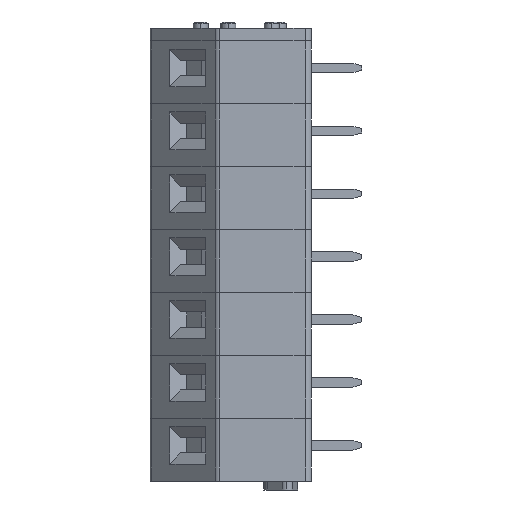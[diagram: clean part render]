
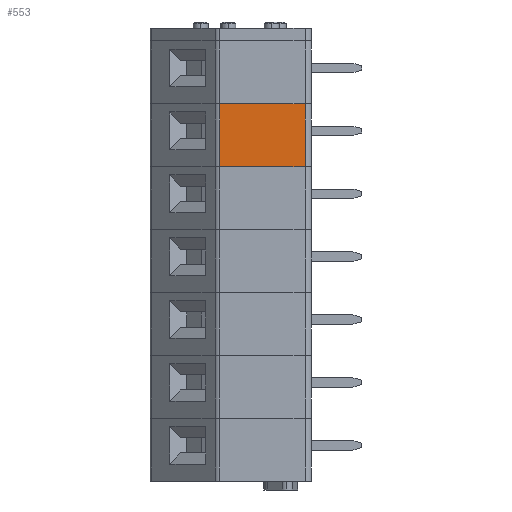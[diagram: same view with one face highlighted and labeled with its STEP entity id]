
A CAD part, left-side view. The second image highlights one B-rep face of the part: STEP entity #553.
In plain terms, the highlighted planar face has unit normal (-1, 0, 0).
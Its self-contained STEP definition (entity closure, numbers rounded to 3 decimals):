
#553 = ADVANCED_FACE ( 'NONE', ( #12849 ), #34547, .T. ) ;
#1019 = CARTESIAN_POINT ( 'NONE',  ( 0., 0.5, -5. ) ) ;
#1693 = ORIENTED_EDGE ( 'NONE', *, *, #37537, .F. ) ;
#2362 = ORIENTED_EDGE ( 'NONE', *, *, #38001, .T. ) ;
#4095 = CARTESIAN_POINT ( 'NONE',  ( 0., 0.5, -5. ) ) ;
#4678 = CARTESIAN_POINT ( 'NONE',  ( 0., 7.293, -5. ) ) ;
#4899 = CARTESIAN_POINT ( 'NONE',  ( 0., 7.293, 0. ) ) ;
#5701 = ORIENTED_EDGE ( 'NONE', *, *, #18559, .T. ) ;
#6053 = EDGE_LOOP ( 'NONE', ( #5701, #2362, #1693, #31208 ) ) ;
#8932 = VECTOR ( 'NONE', #20502, 1000. ) ;
#10975 = VECTOR ( 'NONE', #22703, 1000. ) ;
#12450 = DIRECTION ( 'NONE',  ( -1., 0., 0. ) ) ;
#12849 = FACE_OUTER_BOUND ( 'NONE', #6053, .T. ) ;
#12879 = VECTOR ( 'NONE', #36242, 1000. ) ;
#13258 = CARTESIAN_POINT ( 'NONE',  ( 0., 7.293, -5. ) ) ;
#16979 = VERTEX_POINT ( 'NONE', #1019 ) ;
#17788 = CARTESIAN_POINT ( 'NONE',  ( 0., 7.293, 0. ) ) ;
#18559 = EDGE_CURVE ( 'NONE', #16979, #36051, #29448, .T. ) ;
#19989 = LINE ( 'NONE', #4678, #30171 ) ;
#20502 = DIRECTION ( 'NONE',  ( 0., 0., 1. ) ) ;
#22703 = DIRECTION ( 'NONE',  ( 0., 0., 1. ) ) ;
#23530 = VERTEX_POINT ( 'NONE', #4899 ) ;
#23607 = LINE ( 'NONE', #36092, #8932 ) ;
#26665 = AXIS2_PLACEMENT_3D ( 'NONE', #13258, #12450, #37417 ) ;
#29029 = DIRECTION ( 'NONE',  ( 0., -1., 0. ) ) ;
#29448 = LINE ( 'NONE', #4095, #10975 ) ;
#29801 = VERTEX_POINT ( 'NONE', #40056 ) ;
#30171 = VECTOR ( 'NONE', #29029, 1000. ) ;
#31208 = ORIENTED_EDGE ( 'NONE', *, *, #32944, .T. ) ;
#32944 = EDGE_CURVE ( 'NONE', #29801, #16979, #19989, .T. ) ;
#34547 = PLANE ( 'NONE',  #26665 ) ;
#36051 = VERTEX_POINT ( 'NONE', #36325 ) ;
#36092 = CARTESIAN_POINT ( 'NONE',  ( 0., 7.293, -5. ) ) ;
#36242 = DIRECTION ( 'NONE',  ( 0., 1., 0. ) ) ;
#36325 = CARTESIAN_POINT ( 'NONE',  ( 0., 0.5, 0. ) ) ;
#37417 = DIRECTION ( 'NONE',  ( 0., -1., 0. ) ) ;
#37537 = EDGE_CURVE ( 'NONE', #29801, #23530, #23607, .T. ) ;
#38001 = EDGE_CURVE ( 'NONE', #36051, #23530, #40099, .T. ) ;
#40056 = CARTESIAN_POINT ( 'NONE',  ( 0., 7.293, -5. ) ) ;
#40099 = LINE ( 'NONE', #17788, #12879 ) ;
